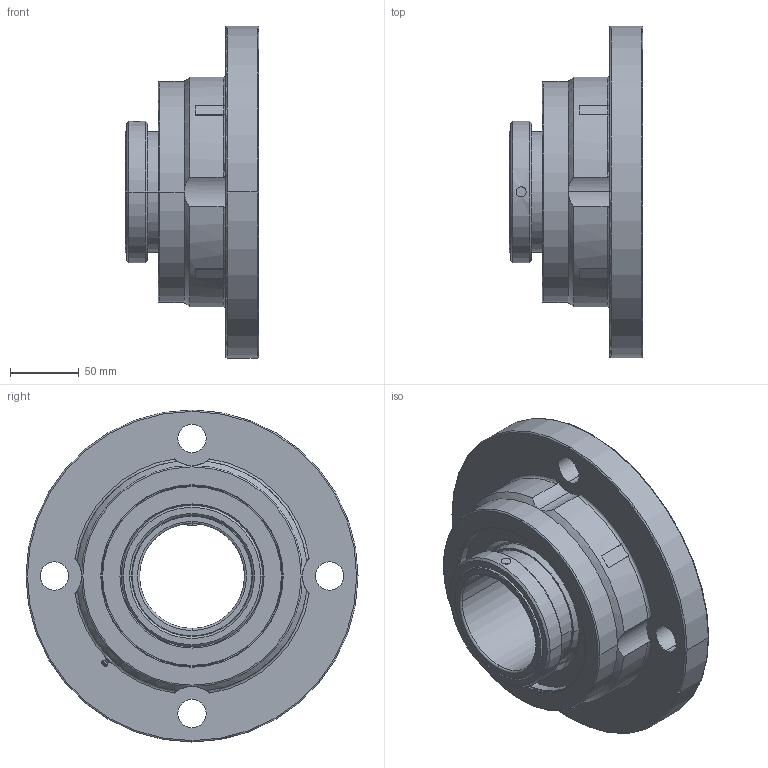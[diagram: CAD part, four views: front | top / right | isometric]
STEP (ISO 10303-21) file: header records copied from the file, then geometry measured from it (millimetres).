
FILE_DESCRIPTION( ( '' ), '1' );
FILE_NAME( 'FYR_3_2_14b.stp', '2012-10-06T13:30:43', ( '' ), ( '' ), ' ', ' ', ' ' );
FILE_SCHEMA( ( 'automotive_design' ) );
Length unit declared in the file: millimetre
Products named in the file (48): 1; 2; 3; 4; 5; 6; 7; 8; 9; 10; 11; 12; 13; 14; 15; 16; 17; 18; 19; 20; 21; 22; 23; 24; 25; 26; 27; 28; 29; 30; 31; 32; 33; 34; 35; 36; 37; 38; 39; 40 ...
Bounding box: 96.8 x 241.3 x 241.3 mm (x, y, z)
Volume: 1597827 mm3; surface area: 332823.9 mm2
Topology: 48 solids, 48 shells, 537 faces, 1260 edges, 831 vertices
Faces by surface type: torus 302, plane 129, cylinder 66, cone 38, sphere 2
Entity records: 32308 total; most frequent: DIRECTION 3478, CARTESIAN_POINT 3096, STYLED_ITEM 2674, PRESENTATION_STYLE_ASSIGNMENT 2674, COLOUR_RGB 2674, ORIENTED_EDGE 2516, AXIS2_PLACEMENT_3D 1673, EDGE_CURVE 1258
